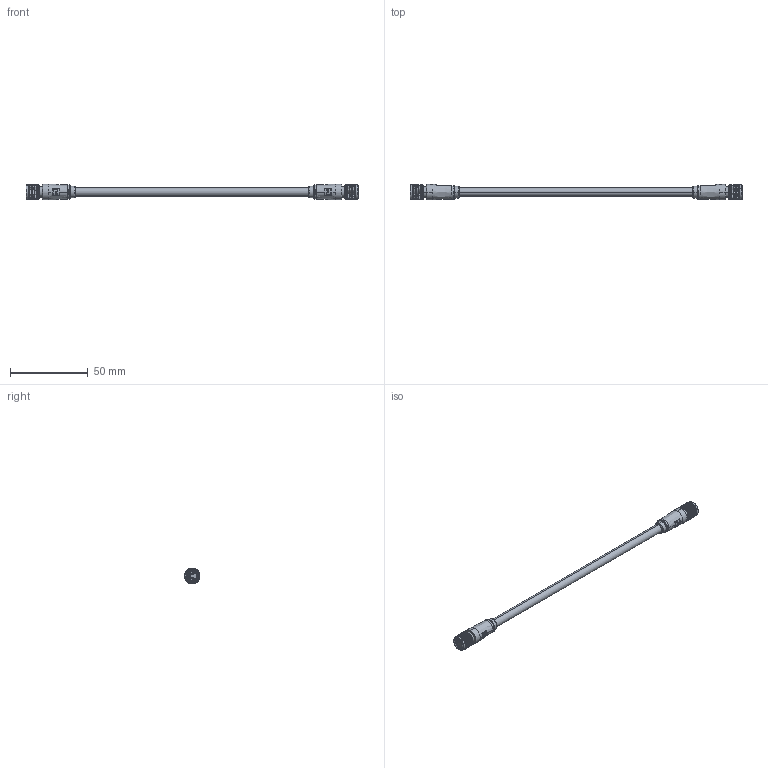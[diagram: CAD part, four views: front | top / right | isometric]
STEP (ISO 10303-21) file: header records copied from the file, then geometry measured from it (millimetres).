
FILE_DESCRIPTION (( 'STEP AP203' ), '1' );
FILE_NAME ('10-04155.STEP', '2021-10-04T20:57:03', ( '' ), ( '' ), 'SwSTEP 2.0', 'SolidWorks 2021', '' );
FILE_SCHEMA (( 'CONFIG_CONTROL_DESIGN' ));
Length unit declared in the file: millimetre
Products named in the file (9): 50-00682-05___; 50-00682-01___; 24-00378_3D print; 50-00682-03___; 10-04155; 30-01579_blunt cut; 50-00682-02___; 50-00682-04___; 50-00682___
Assembly tree (13 placements, depth 3):
  10-04155
    30-01579_blunt cut
    24-00378_3D print  x2
    50-00682___  x2
      50-00682-01___
      50-00682-02___
      50-00682-03___
      50-00682-04___
      50-00682-05___
Bounding box: 213 x 10.25 x 10 mm (x, y, z)
Volume: 7565.2 mm3; surface area: 42918.5 mm2
Topology: 227 solids, 227 shells, 4846 faces, 12862 edges, 8508 vertices
Faces by surface type: bspline 1968, cylinder 1718, plane 726, cone 412, torus 22
Entity records: 194803 total; most frequent: CARTESIAN_POINT 133741, ORIENTED_EDGE 14512, DIRECTION 9040, EDGE_CURVE 7256, VERTEX_POINT 4818, AXIS2_PLACEMENT_3D 3978, B_SPLINE_CURVE_WITH_KNOTS 3427, EDGE_LOOP 3336
